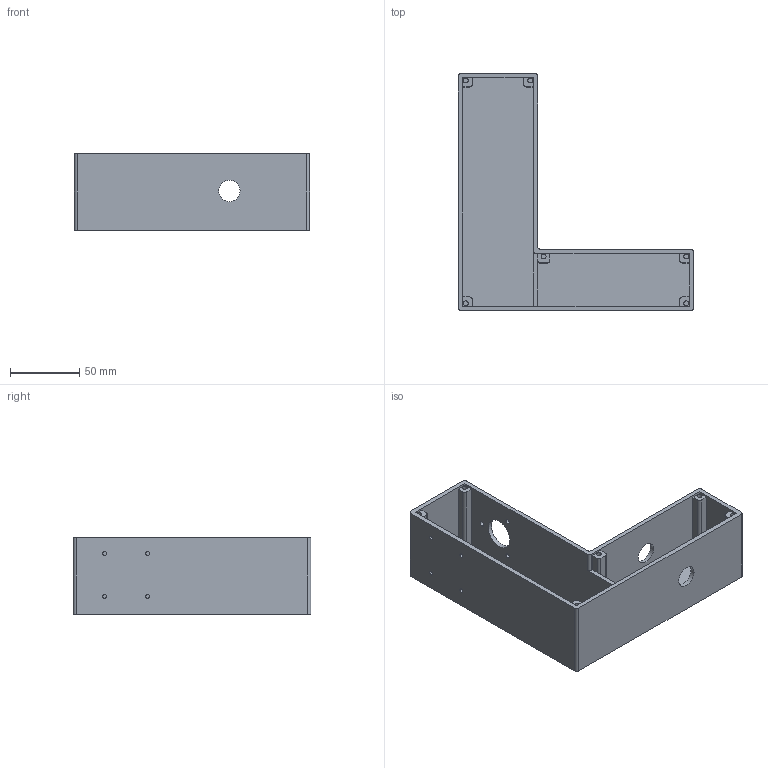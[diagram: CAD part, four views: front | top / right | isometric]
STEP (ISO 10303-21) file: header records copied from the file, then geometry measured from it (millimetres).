
FILE_DESCRIPTION(/* description */ (''),/* implementation_level */ '2;1');
FILE_NAME(/* name */ 'Main Lidar Body.stp',/* time_stamp */ '2018-05-20T22:41:48-04:00',/* author */ ('samps'),/* organization */ (''),/* preprocessor_version */ 'ST-DEVELOPER v17',/* originating_system */ 'Autodesk Inventor 2019',/* authorisation */ '');
FILE_SCHEMA (('AUTOMOTIVE_DESIGN { 1 0 10303 214 3 1 1 }'));
Length unit declared in the file: millimetre
Products named in the file (1): Main Lidar Body
Bounding box: 169.8 x 171.45 x 55.56 mm (x, y, z)
Volume: 174326.6 mm3; surface area: 103874.8 mm2
Topology: 1 solids, 1 shells, 85 faces, 260 edges, 188 vertices
Faces by surface type: plane 47, cylinder 38
Full cylindrical faces by diameter (mm): 2.5 x4, 3 x4, 3.5 x13, 15.5 x2, 22 x1
Entity records: 3122 total; most frequent: DIRECTION 553, CARTESIAN_POINT 534, ORIENTED_EDGE 520, EDGE_CURVE 260, AXIS2_PLACEMENT_3D 207, VERTEX_POINT 188, LINE 139, VECTOR 139
